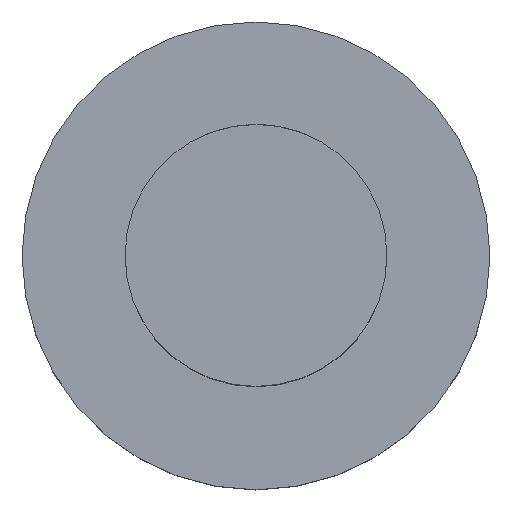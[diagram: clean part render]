
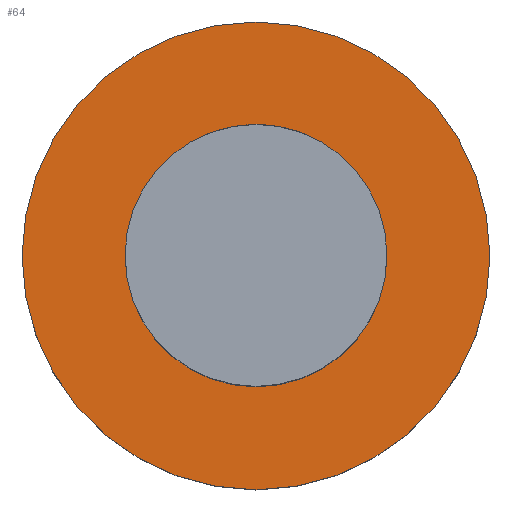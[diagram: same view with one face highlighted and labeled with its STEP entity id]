
A CAD part, top view. The second image highlights one B-rep face of the part: STEP entity #64.
In plain terms, the highlighted planar face has unit normal (0, 0, 1).
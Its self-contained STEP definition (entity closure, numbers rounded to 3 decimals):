
#64=ADVANCED_FACE('240[2]',(#162,#163),#164,.T.);
#69=EDGE_CURVE('240[2]',#170,#170,#171,.T.);
#71=EDGE_CURVE('240[2]',#173,#173,#174,.T.);
#162=FACE_BOUND('',#288,.T.);
#163=FACE_OUTER_BOUND('',#289,.T.);
#164=PLANE('',#290);
#170=VERTEX_POINT('',#298);
#171=CIRCLE('',#299,25.0);
#173=VERTEX_POINT('',#302);
#174=CIRCLE('',#303,14.0);
#288=EDGE_LOOP('',(#630));
#289=EDGE_LOOP('',(#631));
#290=AXIS2_PLACEMENT_3D('',#632,#633,#634);
#298=CARTESIAN_POINT('',(0.,25.0,0.));
#299=AXIS2_PLACEMENT_3D('',#640,#641,#642);
#302=CARTESIAN_POINT('',(14.0,0.0,0.0));
#303=AXIS2_PLACEMENT_3D('',#643,#644,#645);
#630=ORIENTED_EDGE('',*,*,#71,.T.);
#631=ORIENTED_EDGE('',*,*,#69,.T.);
#632=CARTESIAN_POINT('',(0.,12.5,0.));
#633=DIRECTION('',(0.,0.,1.0));
#634=DIRECTION('',(1.0,0.,0.0));
#640=CARTESIAN_POINT('',(0.0,0.0,0.0));
#641=DIRECTION('',(0.,0.,1.0));
#642=DIRECTION('',(0.,1.0,0.));
#643=CARTESIAN_POINT('',(0.0,0.0,0.));
#644=DIRECTION('',(0.,0.,-1.0));
#645=DIRECTION('',(1.0,0.,0.));
